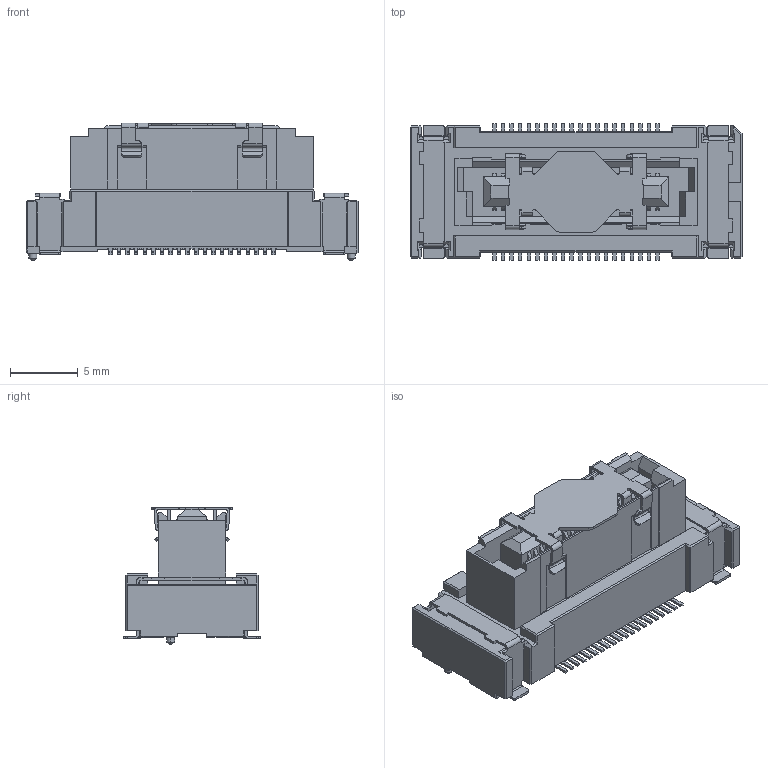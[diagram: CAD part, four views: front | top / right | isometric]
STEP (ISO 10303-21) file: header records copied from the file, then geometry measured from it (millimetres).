
FILE_DESCRIPTION((''),'2;1');
FILE_NAME('2091680401','2021-03-23T',('gga'),(''),'PRO/ENGINEER BY PARAMETRIC TECHNOLOGY CORPORATION, 2016010','PRO/ENGINEER BY PARAMETRIC TECHNOLOGY CORPORATION, 2016010','');
FILE_SCHEMA(('CONFIG_CONTROL_DESIGN'));
Length unit declared in the file: millimetre
Products named in the file (1): 2091680401
Bounding box: 24.57 x 10.1 x 10.2 mm (x, y, z)
Volume: 1221 mm3; surface area: 1502.7 mm2
Topology: 1 solids, 1 shells, 1338 faces, 3898 edges, 2635 vertices
Faces by surface type: plane 1060, cylinder 270, torus 4, cone 4
Entity records: 43979 total; most frequent: CARTESIAN_POINT 8660, ORIENTED_EDGE 7436, DIRECTION 6784, EDGE_CURVE 3718, VECTOR 3314, LINE 3314, VERTEX_POINT 2455, AXIS2_PLACEMENT_3D 1735
